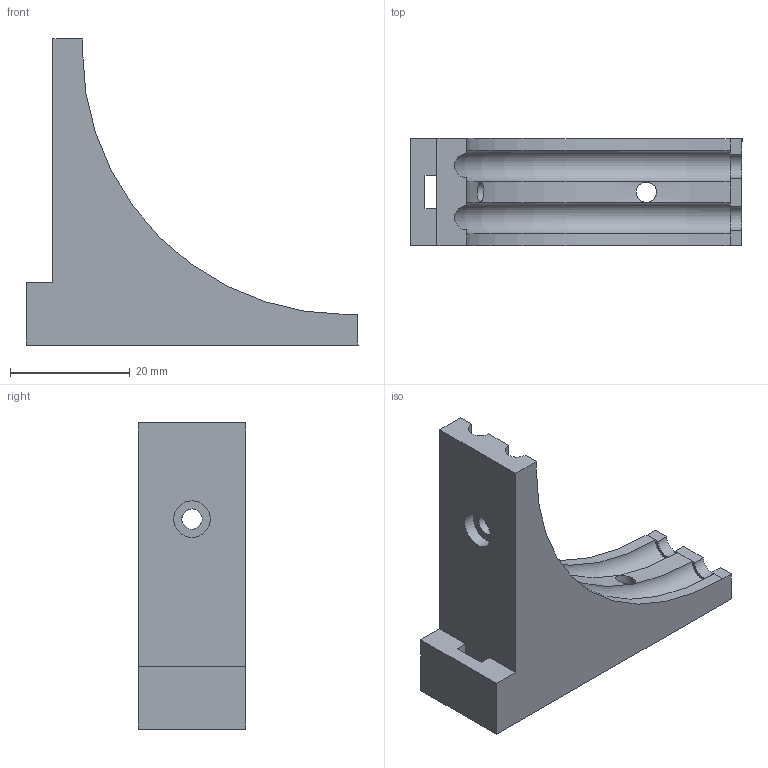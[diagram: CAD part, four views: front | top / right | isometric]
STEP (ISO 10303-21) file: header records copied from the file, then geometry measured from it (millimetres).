
FILE_DESCRIPTION(/* description */ (''),/* implementation_level */ '2;1');
FILE_NAME(/* name */ 'rope-right-angle-top.step',/* time_stamp */ '2025-12-05T11:46:10-08:00',/* author */ (''),/* organization */ (''),/* preprocessor_version */ 'ST-DEVELOPER v20.1',/* originating_system */ 'Autodesk Translation Framework v14.21.0.0',/* authorisation */ '');
FILE_SCHEMA (('AUTOMOTIVE_DESIGN { 1 0 10303 214 3 1 1 }'));
Length unit declared in the file: millimetre
Products named in the file (1): rope-right-angle-top
Bounding box: 55.43 x 17.9 x 51.1 mm (x, y, z)
Volume: 15098.4 mm3; surface area: 6127.7 mm2
Topology: 1 solids, 1 shells, 36 faces, 92 edges, 59 vertices
Faces by surface type: plane 23, cylinder 11, torus 2
Full cylindrical faces by diameter (mm): 3.4 x2, 6.1 x2
Entity records: 1197 total; most frequent: CARTESIAN_POINT 255, DIRECTION 187, ORIENTED_EDGE 184, EDGE_CURVE 92, LINE 65, VECTOR 65, AXIS2_PLACEMENT_3D 61, VERTEX_POINT 59
